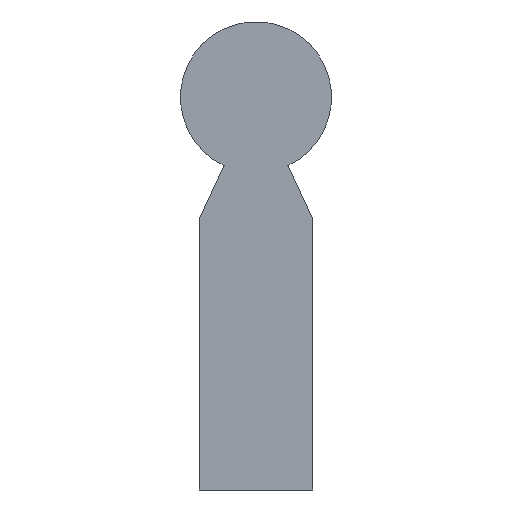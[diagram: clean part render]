
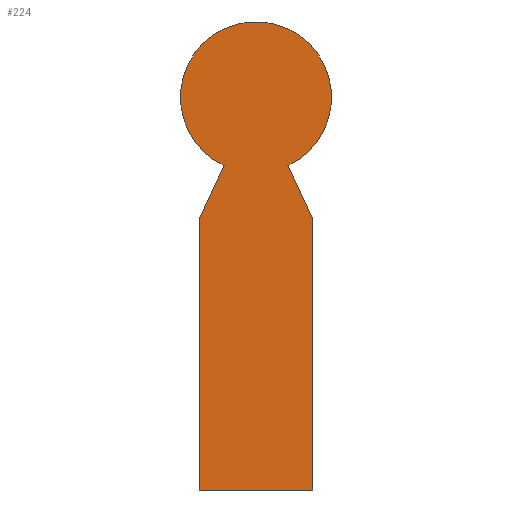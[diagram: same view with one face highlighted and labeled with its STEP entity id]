
A CAD part, front view. The second image highlights one B-rep face of the part: STEP entity #224.
In plain terms, the highlighted planar face has unit normal (0, -1, 0).
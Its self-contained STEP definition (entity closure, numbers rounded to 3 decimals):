
#224 = ADVANCED_FACE( '', ( #549 ), #550, .T. );
#549 = FACE_OUTER_BOUND( '', #1000, .T. );
#550 = PLANE( '', #1001 );
#1000 = EDGE_LOOP( '', ( #1610, #1611, #1612, #1613, #1614, #1615 ) );
#1001 = AXIS2_PLACEMENT_3D( '', #1616, #1617, #1618 );
#1610 = ORIENTED_EDGE( '', *, *, #2323, .T. );
#1611 = ORIENTED_EDGE( '', *, *, #2324, .T. );
#1612 = ORIENTED_EDGE( '', *, *, #2293, .T. );
#1613 = ORIENTED_EDGE( '', *, *, #2325, .T. );
#1614 = ORIENTED_EDGE( '', *, *, #2326, .T. );
#1615 = ORIENTED_EDGE( '', *, *, #2327, .T. );
#1616 = CARTESIAN_POINT( '', ( 0., 0., 52. ) );
#1617 = DIRECTION( '', ( 0., -1., 0. ) );
#1618 = DIRECTION( '', ( 0., 0., -1. ) );
#2293 = EDGE_CURVE( '', #2705, #2706, #2707, .T. );
#2323 = EDGE_CURVE( '', #2752, #2753, #2754, .T. );
#2324 = EDGE_CURVE( '', #2753, #2705, #2755, .T. );
#2325 = EDGE_CURVE( '', #2706, #2756, #2757, .T. );
#2326 = EDGE_CURVE( '', #2756, #2758, #2759, .T. );
#2327 = EDGE_CURVE( '', #2758, #2752, #2760, .T. );
#2705 = VERTEX_POINT( '', #3261 );
#2706 = VERTEX_POINT( '', #3262 );
#2707 = LINE( '', #3263, #3264 );
#2752 = VERTEX_POINT( '', #3315 );
#2753 = VERTEX_POINT( '', #3316 );
#2754 = LINE( '', #3317, #3318 );
#2755 = LINE( '', #3319, #3320 );
#2756 = VERTEX_POINT( '', #3321 );
#2757 = LINE( '', #3322, #3323 );
#2758 = VERTEX_POINT( '', #3324 );
#2759 = CIRCLE( '', #3325, 10. );
#2760 = LINE( '', #3326, #3327 );
#3261 = CARTESIAN_POINT( '', ( 7.5, 0., 0. ) );
#3262 = CARTESIAN_POINT( '', ( 7.5, 0., 35.916 ) );
#3263 = CARTESIAN_POINT( '', ( 7.5, 0., 0. ) );
#3264 = VECTOR( '', #3734, 1000. );
#3315 = CARTESIAN_POINT( '', ( -7.5, 0., 35.916 ) );
#3316 = CARTESIAN_POINT( '', ( -7.5, 0., 0. ) );
#3317 = CARTESIAN_POINT( '', ( -7.5, 0., 35.916 ) );
#3318 = VECTOR( '', #3774, 1000. );
#3319 = CARTESIAN_POINT( '', ( -7.5, 0., 0. ) );
#3320 = VECTOR( '', #3775, 1000. );
#3321 = CARTESIAN_POINT( '', ( 4.226, 0., 42.937 ) );
#3322 = CARTESIAN_POINT( '', ( 4.263, 0., 42.859 ) );
#3323 = VECTOR( '', #3776, 1000. );
#3324 = CARTESIAN_POINT( '', ( -4.226, 0., 42.937 ) );
#3325 = AXIS2_PLACEMENT_3D( '', #3777, #3778, #3779 );
#3326 = CARTESIAN_POINT( '', ( -4.263, 0., 42.859 ) );
#3327 = VECTOR( '', #3780, 1000. );
#3734 = DIRECTION( '', ( 0., 0., 1. ) );
#3774 = DIRECTION( '', ( 0., 0., -1. ) );
#3775 = DIRECTION( '', ( 1., 0., 0. ) );
#3776 = DIRECTION( '', ( -0.423, 0., 0.906 ) );
#3777 = CARTESIAN_POINT( '', ( 0., 0., 52. ) );
#3778 = DIRECTION( '', ( 0., -1., 0. ) );
#3779 = DIRECTION( '', ( 0., 0., -1. ) );
#3780 = DIRECTION( '', ( -0.423, 0., -0.906 ) );
